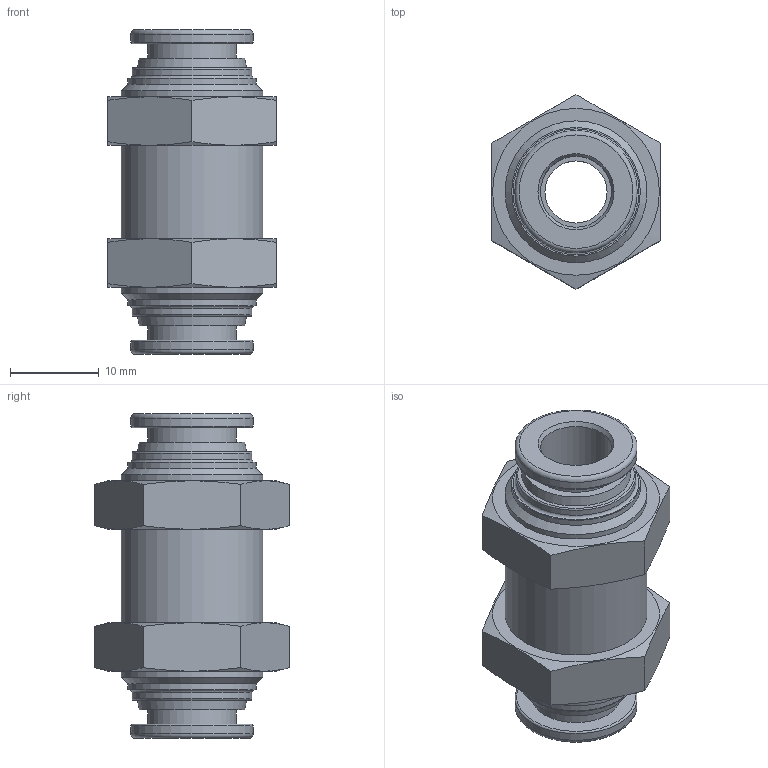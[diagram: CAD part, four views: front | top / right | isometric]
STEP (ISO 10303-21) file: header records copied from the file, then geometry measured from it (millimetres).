
FILE_DESCRIPTION(/* description */ ('STEP AP214'),/* implementation_level */ '2;1');
FILE_NAME(/* name */ '8085731_NPQR-H-Q8-E',/* time_stamp */ '2024-09-11T13:41:14+02:00',/* author */ ('License CC BY-ND 4.0'),/* organization */ ('CADENAS'),/* preprocessor_version */ 'ST-DEVELOPER v19.3',/* originating_system */ 'PARTsolutions',/* authorisation */ ' ');
FILE_SCHEMA (('AUTOMOTIVE_DESIGN {1 0 10303 214 3 1 1}'));
Length unit declared in the file: millimetre
Products named in the file (3): 8085731 NPQR-H-Q8-E---(high); 8085731 NPQR-H-Q8-E---(high_P); Flachmutter M16X1-5.5-19
Assembly tree (3 placements, depth 2):
  8085731 NPQR-H-Q8-E---(high)
    8085731 NPQR-H-Q8-E---(high_P)
    Flachmutter M16X1-5.5-19  x2
Bounding box: 19 x 21.94 x 36.6 mm (x, y, z)
Volume: 6057.5 mm3; surface area: 4806.5 mm2
Topology: 3 solids, 3 shells, 64 faces, 126 edges, 78 vertices
Faces by surface type: plane 28, cylinder 14, cone 14, torus 8
Full cylindrical faces by diameter (mm): 7 x1, 8 x2, 10 x2, 13.5 x2, 13.8 x2, 14.5 x2, 14.917 x2, 16 x1
Entity records: 1207 total; most frequent: CARTESIAN_POINT 221, DIRECTION 204, ORIENTED_EDGE 124, AXIS2_PLACEMENT_3D 99, EDGE_LOOP 96, FACE_BOUND 96, EDGE_CURVE 62, VERTEX_POINT 56
